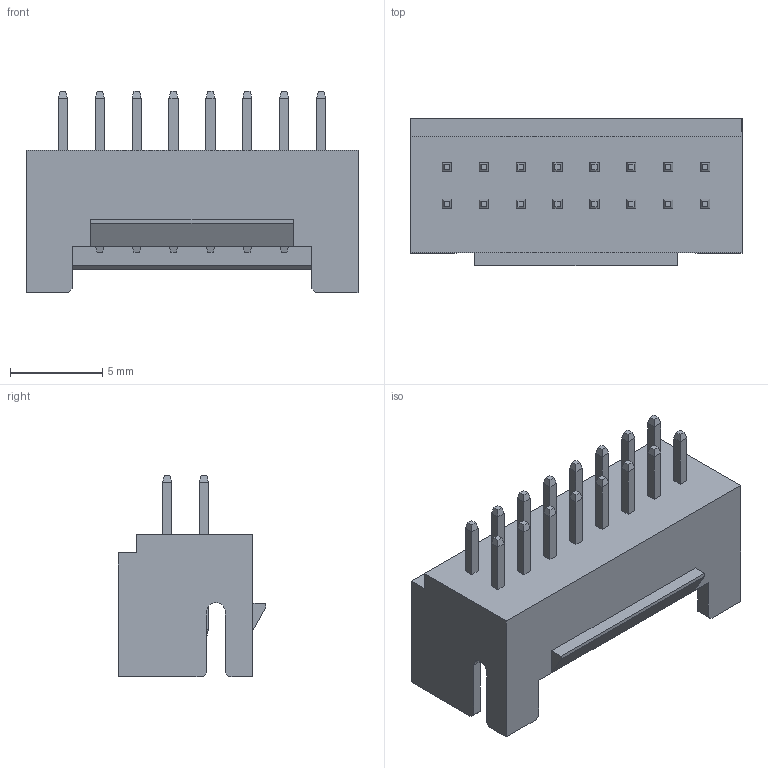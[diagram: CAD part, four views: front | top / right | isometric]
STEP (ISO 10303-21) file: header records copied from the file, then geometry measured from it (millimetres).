
FILE_DESCRIPTION (( 'STEP AP214' ), '1' );
FILE_NAME ('FWF20012-D16S22W5B-REF.STEP', '2025-03-04T05:34:52', ( '' ), ( '' ), 'SwSTEP 2.0', 'SolidWorks 2021', '' );
FILE_SCHEMA (( 'AUTOMOTIVE_DESIGN' ));
Length unit declared in the file: millimetre
Products named in the file (1): FWF20012-D16S22W5B-REF
Bounding box: 18 x 8 x 10.9 mm (x, y, z)
Volume: 357.2 mm3; surface area: 1078.6 mm2
Topology: 1 solids, 1 shells, 345 faces, 789 edges, 478 vertices
Faces by surface type: plane 341, cylinder 4
Entity records: 9353 total; most frequent: CARTESIAN_POINT 1613, ORIENTED_EDGE 1578, DIRECTION 1489, EDGE_CURVE 789, LINE 781, VECTOR 781, VERTEX_POINT 478, EDGE_LOOP 377
